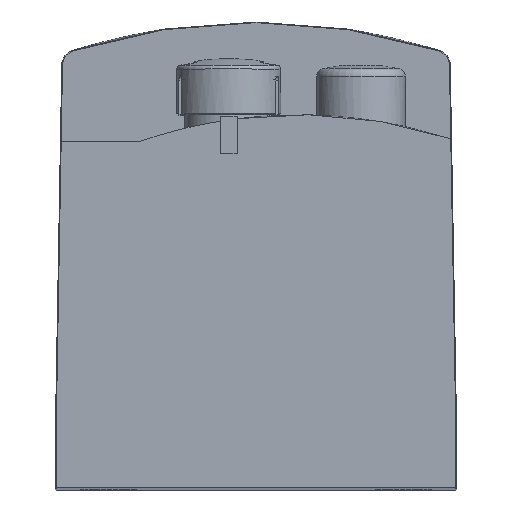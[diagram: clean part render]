
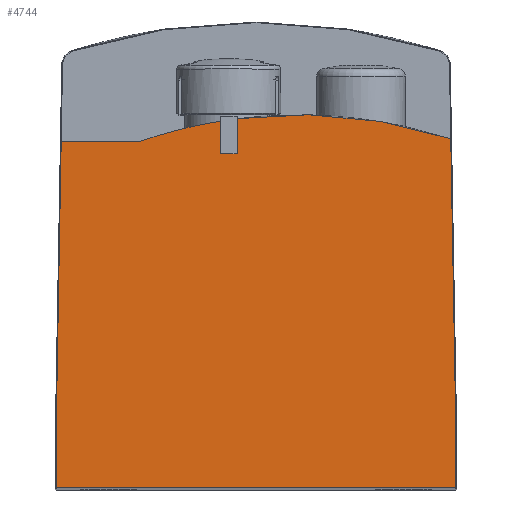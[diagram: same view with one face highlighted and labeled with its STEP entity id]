
A CAD part, top view. The second image highlights one B-rep face of the part: STEP entity #4744.
In plain terms, the highlighted planar face has unit normal (0, 0, 1).
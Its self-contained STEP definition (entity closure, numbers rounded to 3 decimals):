
#103=PLANE('',#4959);
#257=LINE('',#6347,#578);
#270=LINE('',#6418,#591);
#271=LINE('',#6420,#592);
#272=LINE('',#6421,#593);
#273=LINE('',#6423,#594);
#274=LINE('',#6425,#595);
#275=LINE('',#6427,#596);
#276=LINE('',#6430,#597);
#277=LINE('',#6432,#598);
#578=VECTOR('',#5332,1000.);
#591=VECTOR('',#5355,1000.);
#592=VECTOR('',#5356,1000.);
#593=VECTOR('',#5357,1000.);
#594=VECTOR('',#5358,1000.);
#595=VECTOR('',#5359,1000.);
#596=VECTOR('',#5360,1000.);
#597=VECTOR('',#5363,1000.);
#598=VECTOR('',#5364,1000.);
#927=ORIENTED_EDGE('',*,*,#1944,.F.);
#928=ORIENTED_EDGE('',*,*,#1943,.T.);
#929=ORIENTED_EDGE('',*,*,#1945,.T.);
#930=ORIENTED_EDGE('',*,*,#1925,.T.);
#931=ORIENTED_EDGE('',*,*,#1946,.T.);
#932=ORIENTED_EDGE('',*,*,#1947,.T.);
#933=ORIENTED_EDGE('',*,*,#1948,.T.);
#934=ORIENTED_EDGE('',*,*,#1949,.T.);
#935=ORIENTED_EDGE('',*,*,#1950,.T.);
#936=ORIENTED_EDGE('',*,*,#1939,.T.);
#937=ORIENTED_EDGE('',*,*,#1951,.F.);
#938=ORIENTED_EDGE('',*,*,#1952,.F.);
#1925=EDGE_CURVE('',#2429,#2433,#257,.T.);
#1939=EDGE_CURVE('',#2448,#2447,#2747,.F.);
#1943=EDGE_CURVE('',#2445,#2451,#2749,.F.);
#1944=EDGE_CURVE('',#2445,#2452,#270,.T.);
#1945=EDGE_CURVE('',#2451,#2429,#271,.T.);
#1946=EDGE_CURVE('',#2433,#2453,#272,.T.);
#1947=EDGE_CURVE('',#2453,#2454,#273,.T.);
#1948=EDGE_CURVE('',#2454,#2455,#274,.T.);
#1949=EDGE_CURVE('',#2455,#2456,#275,.T.);
#1950=EDGE_CURVE('',#2456,#2448,#2750,.F.);
#1951=EDGE_CURVE('',#2457,#2447,#276,.T.);
#1952=EDGE_CURVE('',#2452,#2457,#277,.T.);
#2429=VERTEX_POINT('',#6338);
#2433=VERTEX_POINT('',#6346);
#2445=VERTEX_POINT('',#6397);
#2447=VERTEX_POINT('',#6407);
#2448=VERTEX_POINT('',#6409);
#2451=VERTEX_POINT('',#6415);
#2452=VERTEX_POINT('',#6419);
#2453=VERTEX_POINT('',#6422);
#2454=VERTEX_POINT('',#6424);
#2455=VERTEX_POINT('',#6426);
#2456=VERTEX_POINT('',#6428);
#2457=VERTEX_POINT('',#6431);
#2747=CIRCLE('',#4956,63.);
#2749=CIRCLE('',#4958,63.);
#2750=CIRCLE('',#4960,0.2);
#2890=EDGE_LOOP('',(#927,#928,#929,#930,#931,#932,#933,#934,#935,#936,#937,
#938));
#3120=FACE_BOUND('',#2890,.T.);
#4744=ADVANCED_FACE('',(#3120),#103,.F.);
#4956=AXIS2_PLACEMENT_3D('',#6408,#5345,#5346);
#4958=AXIS2_PLACEMENT_3D('',#6416,#5351,#5352);
#4959=AXIS2_PLACEMENT_3D('',#6417,#5353,#5354);
#4960=AXIS2_PLACEMENT_3D('',#6429,#5361,#5362);
#5332=DIRECTION('',(-0.017,-1.,0.));
#5345=DIRECTION('',(0.,0.,-1.));
#5346=DIRECTION('',(-1.,0.,0.));
#5351=DIRECTION('',(0.,0.,-1.));
#5352=DIRECTION('',(-1.,0.,0.));
#5353=DIRECTION('',(0.,0.,-1.));
#5354=DIRECTION('',(-1.,0.,0.));
#5355=DIRECTION('',(0.,-1.,0.));
#5356=DIRECTION('',(-1.,0.,0.));
#5357=DIRECTION('',(0.,-1.,0.));
#5358=DIRECTION('',(1.,0.,0.));
#5359=DIRECTION('',(0.,1.,0.));
#5360=DIRECTION('',(-0.017,1.,0.));
#5361=DIRECTION('',(0.,0.,-1.));
#5362=DIRECTION('',(-1.,0.,0.));
#5363=DIRECTION('',(0.,1.,0.));
#5364=DIRECTION('',(1.,0.,0.));
#6338=CARTESIAN_POINT('',(-25.062,44.57,100.9));
#6346=CARTESIAN_POINT('',(-25.7,8.,100.9));
#6347=CARTESIAN_POINT('',(-24.793,59.982,100.9));
#6397=CARTESIAN_POINT('',(-4.575,47.181,100.9));
#6407=CARTESIAN_POINT('',(-2.425,47.493,100.9));
#6408=CARTESIAN_POINT('',(5.55,-15.,100.9));
#6409=CARTESIAN_POINT('',(24.94,44.942,100.9));
#6415=CARTESIAN_POINT('',(-14.954,44.57,100.9));
#6416=CARTESIAN_POINT('',(5.55,-15.,100.9));
#6417=CARTESIAN_POINT('',(-25.8,60.,100.9));
#6418=CARTESIAN_POINT('',(-4.575,60.,100.9));
#6419=CARTESIAN_POINT('',(-4.575,43.,100.9));
#6420=CARTESIAN_POINT('',(-25.8,44.57,100.9));
#6421=CARTESIAN_POINT('',(-25.7,60.,100.9));
#6422=CARTESIAN_POINT('',(-25.7,0.,100.9));
#6423=CARTESIAN_POINT('',(-25.8,0.,100.9));
#6424=CARTESIAN_POINT('',(25.7,0.,100.9));
#6425=CARTESIAN_POINT('',(25.7,60.,100.9));
#6426=CARTESIAN_POINT('',(25.7,8.,100.9));
#6427=CARTESIAN_POINT('',(24.777,60.883,100.9));
#6428=CARTESIAN_POINT('',(25.057,44.842,100.9));
#6429=CARTESIAN_POINT('',(24.878,44.752,100.9));
#6430=CARTESIAN_POINT('',(-2.425,60.,100.9));
#6431=CARTESIAN_POINT('',(-2.425,43.,100.9));
#6432=CARTESIAN_POINT('',(-25.8,43.,100.9));
